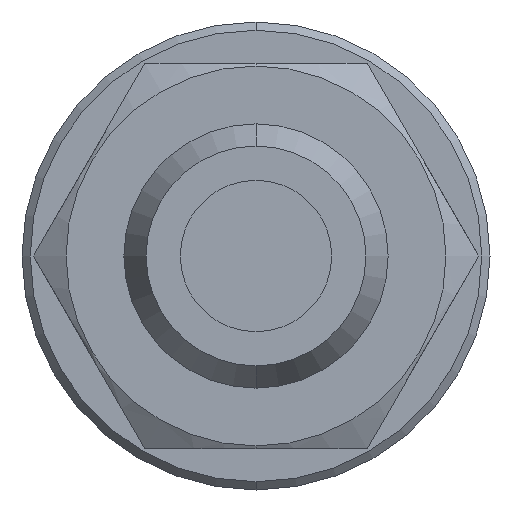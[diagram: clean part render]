
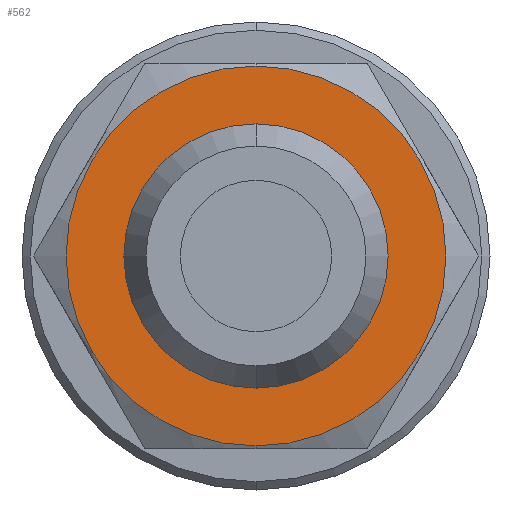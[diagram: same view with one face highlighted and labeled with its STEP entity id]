
A CAD part, front view. The second image highlights one B-rep face of the part: STEP entity #562.
In plain terms, the highlighted planar face has unit normal (0, -1, 0).
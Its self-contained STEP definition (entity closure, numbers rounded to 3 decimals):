
#119 = VERTEX_POINT ( 'NONE', #1017 ) ;
#127 = VERTEX_POINT ( 'NONE', #1021 ) ;
#138 = EDGE_CURVE ( 'NONE', #119, #127, #1039, .T. ) ;
#195 = EDGE_CURVE ( 'NONE', #197, #200, #1133, .T. ) ;
#197 = VERTEX_POINT ( 'NONE', #1189 ) ;
#200 = VERTEX_POINT ( 'NONE', #1250 ) ;
#362 = EDGE_LOOP ( 'NONE', ( #517, #556 ) ) ;
#517 = ORIENTED_EDGE ( 'NONE', *, *, #195, .T. ) ;
#547 = EDGE_LOOP ( 'NONE', ( #576, #577 ) ) ;
#556 = ORIENTED_EDGE ( 'NONE', *, *, #578, .T. ) ;
#562 = ADVANCED_FACE ( 'NONE', ( #1895, #1894 ), #1903, .F. ) ;
#573 = EDGE_CURVE ( 'NONE', #127, #119, #1941, .T. ) ;
#576 = ORIENTED_EDGE ( 'NONE', *, *, #138, .F. ) ;
#577 = ORIENTED_EDGE ( 'NONE', *, *, #573, .F. ) ;
#578 = EDGE_CURVE ( 'NONE', #200, #197, #1973, .T. ) ;
#1017 = CARTESIAN_POINT ( 'NONE',  ( 0., -12.5, 6.9 ) ) ;
#1021 = CARTESIAN_POINT ( 'NONE',  ( 0., -12.5, -6.9 ) ) ;
#1037 = DIRECTION ( 'NONE',  ( 0., 1., 0. ) ) ;
#1038 = AXIS2_PLACEMENT_3D ( 'NONE', #1050, #1037, #1052 ) ;
#1039 = CIRCLE ( 'NONE', #1038, 6.9 ) ;
#1050 = CARTESIAN_POINT ( 'NONE',  ( 0., -12.5, 0. ) ) ;
#1052 = DIRECTION ( 'NONE',  ( 0., 0., 1. ) ) ;
#1111 = DIRECTION ( 'NONE',  ( 0., 0., 1. ) ) ;
#1112 = DIRECTION ( 'NONE',  ( 0., 1., 0. ) ) ;
#1116 = CARTESIAN_POINT ( 'NONE',  ( 0., -12.5, 0. ) ) ;
#1127 = AXIS2_PLACEMENT_3D ( 'NONE', #1116, #1112, #1111 ) ;
#1133 = CIRCLE ( 'NONE', #1127, 4.8 ) ;
#1189 = CARTESIAN_POINT ( 'NONE',  ( 0., -12.5, 4.8 ) ) ;
#1250 = CARTESIAN_POINT ( 'NONE',  ( 0., -12.5, -4.8 ) ) ;
#1577 = DIRECTION ( 'NONE',  ( 0., 0., 1. ) ) ;
#1894 = FACE_BOUND ( 'NONE', #362, .T. ) ;
#1895 = FACE_OUTER_BOUND ( 'NONE', #547, .T. ) ;
#1903 = PLANE ( 'NONE',  #1924 ) ;
#1922 = DIRECTION ( 'NONE',  ( 0., 1., 0. ) ) ;
#1923 = CARTESIAN_POINT ( 'NONE',  ( 4.8, -12.5, 0. ) ) ;
#1924 = AXIS2_PLACEMENT_3D ( 'NONE', #1923, #1922, #1577 ) ;
#1927 = DIRECTION ( 'NONE',  ( 0., 0., 1. ) ) ;
#1928 = DIRECTION ( 'NONE',  ( 0., 1., 0. ) ) ;
#1936 = CARTESIAN_POINT ( 'NONE',  ( 0., -12.5, 0. ) ) ;
#1941 = CIRCLE ( 'NONE', #1948, 6.9 ) ;
#1943 = CARTESIAN_POINT ( 'NONE',  ( 0., -12.5, 0. ) ) ;
#1948 = AXIS2_PLACEMENT_3D ( 'NONE', #1936, #1928, #1927 ) ;
#1955 = AXIS2_PLACEMENT_3D ( 'NONE', #1943, #1975, #1974 ) ;
#1973 = CIRCLE ( 'NONE', #1955, 4.8 ) ;
#1974 = DIRECTION ( 'NONE',  ( 0., 0., 1. ) ) ;
#1975 = DIRECTION ( 'NONE',  ( 0., 1., 0. ) ) ;
